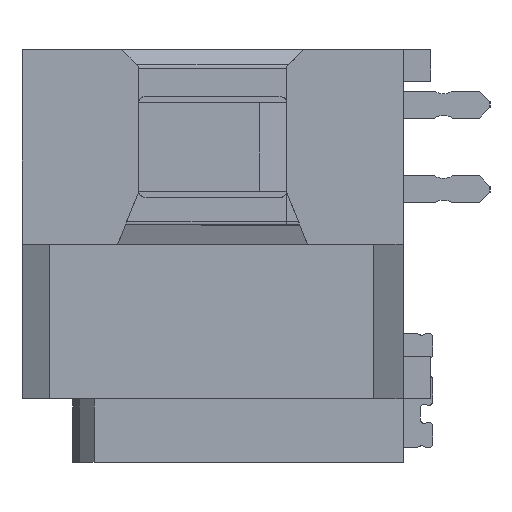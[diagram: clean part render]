
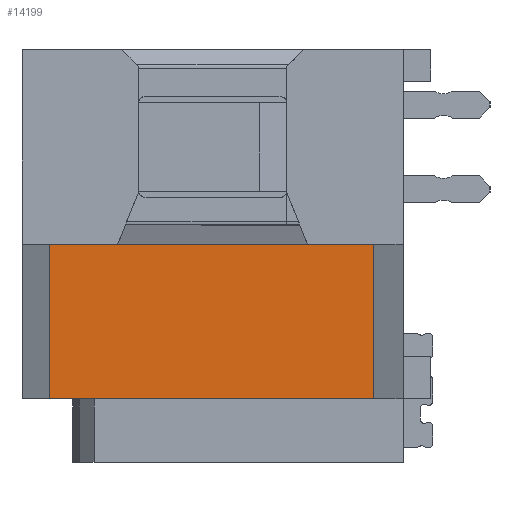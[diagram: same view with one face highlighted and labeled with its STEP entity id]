
A CAD part, left-side view. The second image highlights one B-rep face of the part: STEP entity #14199.
In plain terms, the highlighted planar face has unit normal (-1, 0, 0).
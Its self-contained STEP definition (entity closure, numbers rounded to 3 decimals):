
#408 = EDGE_CURVE ( 'NONE', #821, #10751, #24448, .T. ) ;
#821 = VERTEX_POINT ( 'NONE', #20871 ) ;
#973 = VECTOR ( 'NONE', #7757, 1000. ) ;
#1327 = DIRECTION ( 'NONE',  ( 0., 0., -1. ) ) ;
#1527 = EDGE_LOOP ( 'NONE', ( #9810, #22814, #3289, #12253 ) ) ;
#1974 = AXIS2_PLACEMENT_3D ( 'NONE', #15309, #23342, #1327 ) ;
#3289 = ORIENTED_EDGE ( 'NONE', *, *, #4240, .F. ) ;
#4240 = EDGE_CURVE ( 'NONE', #821, #16843, #22051, .T. ) ;
#4410 = LINE ( 'NONE', #11565, #20147 ) ;
#5601 = DIRECTION ( 'NONE',  ( 0., -1., 0. ) ) ;
#5791 = CARTESIAN_POINT ( 'NONE',  ( -11.288, 9., -5.95 ) ) ;
#6674 = CARTESIAN_POINT ( 'NONE',  ( -11.288, 9., -2.3 ) ) ;
#6854 = CARTESIAN_POINT ( 'NONE',  ( -11.288, 1.35, -5.95 ) ) ;
#6927 = EDGE_CURVE ( 'NONE', #10751, #15254, #23375, .T. ) ;
#7757 = DIRECTION ( 'NONE',  ( 0., -1., 0. ) ) ;
#9051 = EDGE_CURVE ( 'NONE', #16843, #15254, #4410, .T. ) ;
#9309 = CARTESIAN_POINT ( 'NONE',  ( -11.288, 1.35, -2.3 ) ) ;
#9810 = ORIENTED_EDGE ( 'NONE', *, *, #6927, .T. ) ;
#10751 = VERTEX_POINT ( 'NONE', #21442 ) ;
#11194 = FACE_OUTER_BOUND ( 'NONE', #1527, .T. ) ;
#11565 = CARTESIAN_POINT ( 'NONE',  ( -11.288, 9., -2.3 ) ) ;
#12253 = ORIENTED_EDGE ( 'NONE', *, *, #408, .T. ) ;
#13187 = VECTOR ( 'NONE', #22567, 1000. ) ;
#13971 = DIRECTION ( 'NONE',  ( 0., 0., 1. ) ) ;
#14199 = ADVANCED_FACE ( 'NONE', ( #11194 ), #17106, .F. ) ;
#15254 = VERTEX_POINT ( 'NONE', #9309 ) ;
#15309 = CARTESIAN_POINT ( 'NONE',  ( -11.288, 9., -5.95 ) ) ;
#16843 = VERTEX_POINT ( 'NONE', #6674 ) ;
#17106 = PLANE ( 'NONE',  #1974 ) ;
#18082 = CARTESIAN_POINT ( 'NONE',  ( -11.288, 9., -5.95 ) ) ;
#20147 = VECTOR ( 'NONE', #5601, 1000. ) ;
#20871 = CARTESIAN_POINT ( 'NONE',  ( -11.288, 9., -5.95 ) ) ;
#21442 = CARTESIAN_POINT ( 'NONE',  ( -11.288, 1.35, -5.95 ) ) ;
#21734 = VECTOR ( 'NONE', #13971, 1000. ) ;
#22051 = LINE ( 'NONE', #18082, #21734 ) ;
#22567 = DIRECTION ( 'NONE',  ( 0., 0., 1. ) ) ;
#22814 = ORIENTED_EDGE ( 'NONE', *, *, #9051, .F. ) ;
#23342 = DIRECTION ( 'NONE',  ( 1., 0., 0. ) ) ;
#23375 = LINE ( 'NONE', #6854, #13187 ) ;
#24448 = LINE ( 'NONE', #5791, #973 ) ;
